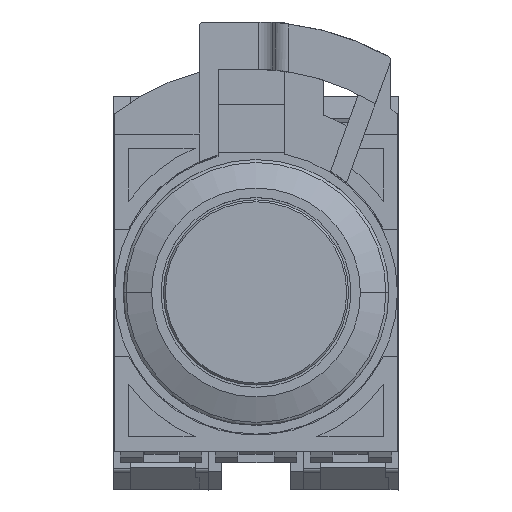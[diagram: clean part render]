
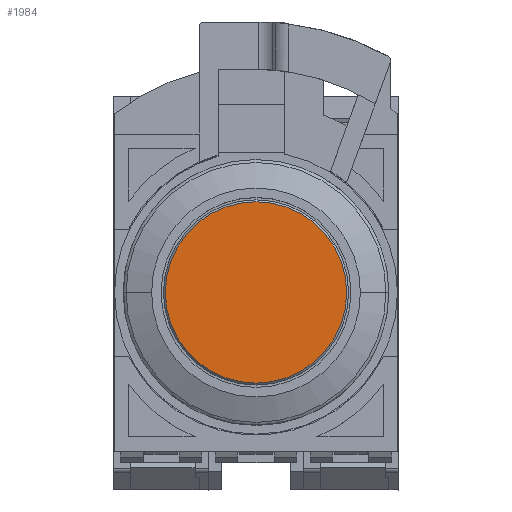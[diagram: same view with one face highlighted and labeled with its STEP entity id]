
A CAD part, top view. The second image highlights one B-rep face of the part: STEP entity #1984.
In plain terms, the highlighted planar face has unit normal (0, 0, 1).
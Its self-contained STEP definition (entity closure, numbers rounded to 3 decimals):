
#732 = CARTESIAN_POINT ( 'NONE',  ( -9.665, -9.665, 3.5 ) ) ;
#1984 = ADVANCED_FACE ( 'NONE', ( #13141 ), #23135, .T. ) ;
#2538 = ORIENTED_EDGE ( 'NONE', *, *, #10970, .T. ) ;
#3942 = CARTESIAN_POINT ( 'NONE',  ( 0., -9.55, 3.5 ) ) ;
#6124 = DIRECTION ( 'NONE',  ( 0., 1., 0. ) ) ;
#6872 = DIRECTION ( 'NONE',  ( 0., 1., 0. ) ) ;
#8481 = CIRCLE ( 'NONE', #26750, 9.55 ) ;
#8906 = ORIENTED_EDGE ( 'NONE', *, *, #20856, .T. ) ;
#10709 = DIRECTION ( 'NONE',  ( 0., 0., 1. ) ) ;
#10970 = EDGE_CURVE ( 'NONE', #31834, #27870, #8481, .T. ) ;
#13141 = FACE_OUTER_BOUND ( 'NONE', #25793, .T. ) ;
#13213 = AXIS2_PLACEMENT_3D ( 'NONE', #19283, #29257, #6872 ) ;
#18533 = CARTESIAN_POINT ( 'NONE',  ( 0., 0., 3.5 ) ) ;
#19283 = CARTESIAN_POINT ( 'NONE',  ( 0., 0., 3.5 ) ) ;
#20684 = DIRECTION ( 'NONE',  ( 1., 0., 0. ) ) ;
#20856 = EDGE_CURVE ( 'NONE', #27870, #31834, #27315, .T. ) ;
#23135 = PLANE ( 'NONE',  #27302 ) ;
#25793 = EDGE_LOOP ( 'NONE', ( #2538, #8906 ) ) ;
#26471 = CARTESIAN_POINT ( 'NONE',  ( 0., 9.55, 3.5 ) ) ;
#26750 = AXIS2_PLACEMENT_3D ( 'NONE', #18533, #28501, #6124 ) ;
#27302 = AXIS2_PLACEMENT_3D ( 'NONE', #732, #10709, #20684 ) ;
#27315 = CIRCLE ( 'NONE', #13213, 9.55 ) ;
#27870 = VERTEX_POINT ( 'NONE', #3942 ) ;
#28501 = DIRECTION ( 'NONE',  ( 0., 0., 1. ) ) ;
#29257 = DIRECTION ( 'NONE',  ( 0., 0., 1. ) ) ;
#31834 = VERTEX_POINT ( 'NONE', #26471 ) ;
